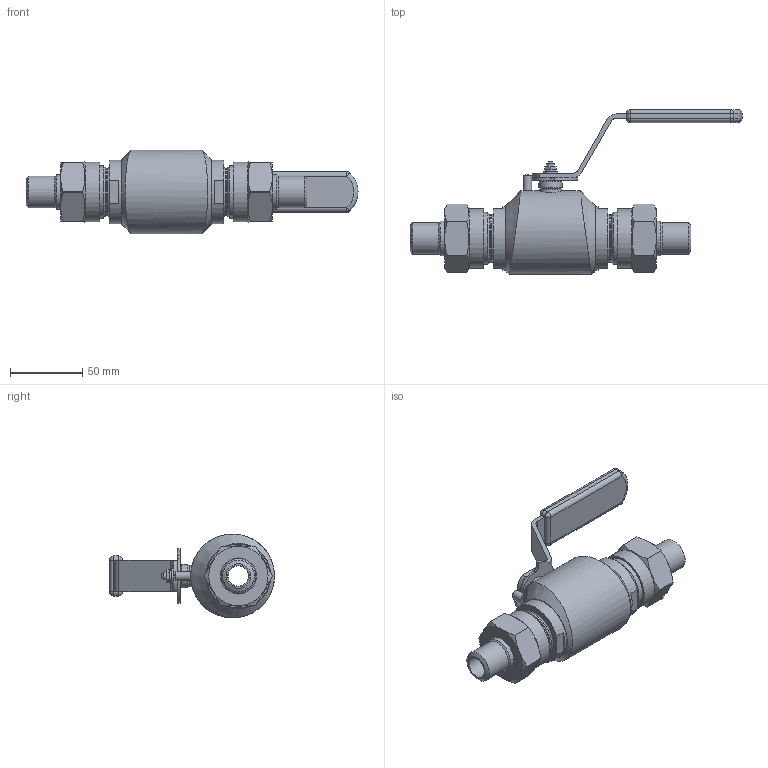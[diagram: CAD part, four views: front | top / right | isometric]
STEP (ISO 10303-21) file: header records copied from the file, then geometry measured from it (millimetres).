
FILE_DESCRIPTION(('STEP AP214'), '1');
FILE_NAME('扰鳧 _ 埡39.770.015.000', '', ('UNSPECIFIED'), ('UNSPECIFIED'), 'ASCON STEP Converter 1.3', 'ASCON Math Kernel', '');
FILE_SCHEMA(('AUTOMOTIVE_DESIGN { 1 0 10303 214 3 1 1}'));
Length unit declared in the file: millimetre
Products named in the file (1): 埡39.770.015.000
Bounding box: 229.7 x 114.11 x 57.99 mm (x, y, z)
Volume: 271105.1 mm3; surface area: 62717.5 mm2
Topology: 1 solids, 1 shells, 270 faces, 660 edges, 400 vertices
Faces by surface type: plane 116, cylinder 86, cone 45, torus 12, sphere 11
Full cylindrical faces by diameter (mm): 5 x2, 5.5 x1, 6 x1, 10 x2, 11 x1, 13.999 x1, 15 x4, 16 x2, 18 x1, 22 x2, 24 x2, 25 x2, 27 x2, 31 x2, 33 x2, 34.16 x2, 36 x2, 36.5 x2, 41 x2, 44 x2, 58 x1
Entity records: 11514 total; most frequent: CARTESIAN_POINT 3284, DIRECTION 1283, ORIENTED_EDGE 1150, EDGE_CURVE 575, AXIS2_PLACEMENT_3D 535, VERTEX_POINT 399, EDGE_LOOP 380, COLOUR_RGB 271
